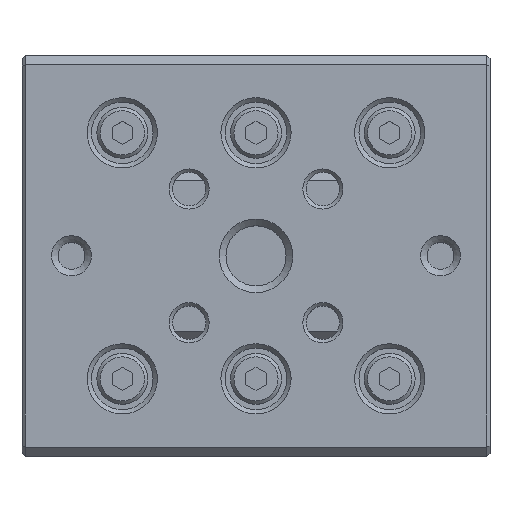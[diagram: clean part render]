
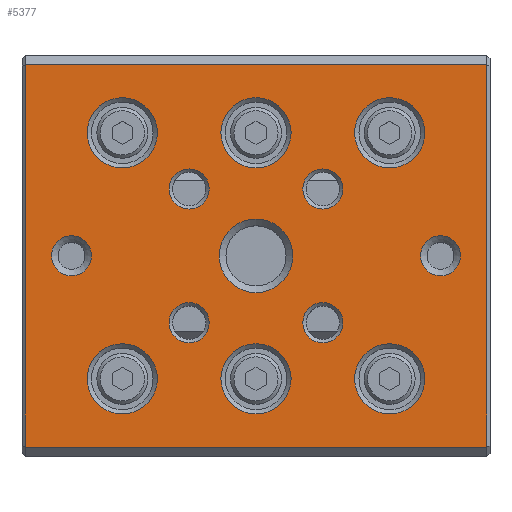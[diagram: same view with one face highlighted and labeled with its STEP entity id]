
A CAD part, top view. The second image highlights one B-rep face of the part: STEP entity #5377.
In plain terms, the highlighted planar face has unit normal (0, 0, 1).
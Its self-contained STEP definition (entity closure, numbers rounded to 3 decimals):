
#4842=FACE_BOUND('',#7919,.T.);
#4843=FACE_BOUND('',#7920,.T.);
#4844=FACE_BOUND('',#7921,.T.);
#4845=FACE_BOUND('',#7922,.T.);
#4846=FACE_BOUND('',#7923,.T.);
#4847=FACE_BOUND('',#7924,.T.);
#4848=FACE_BOUND('',#7925,.T.);
#4849=FACE_BOUND('',#7926,.T.);
#4850=FACE_BOUND('',#7927,.T.);
#4851=FACE_BOUND('',#7928,.T.);
#4852=FACE_BOUND('',#7929,.T.);
#4853=FACE_BOUND('',#7930,.T.);
#4854=FACE_BOUND('',#7931,.T.);
#4855=FACE_BOUND('',#7932,.T.);
#5121=CIRCLE('',#20994,2.75);
#5122=CIRCLE('',#20995,1.5);
#5123=CIRCLE('',#20996,1.5);
#5124=CIRCLE('',#20997,1.5);
#5125=CIRCLE('',#20998,1.5);
#5126=CIRCLE('',#20999,1.5);
#5127=CIRCLE('',#21000,1.5);
#5128=CIRCLE('',#21001,2.625);
#5129=CIRCLE('',#21002,2.625);
#5130=CIRCLE('',#21003,2.625);
#5131=CIRCLE('',#21004,2.625);
#5132=CIRCLE('',#21005,2.625);
#5133=CIRCLE('',#21006,2.625);
#5377=ADVANCED_FACE('',(#4842,#4843,#4844,#4845,#4846,#4847,#4848,#4849,
#4850,#4851,#4852,#4853,#4854,#4855),#6282,.F.);
#6282=PLANE('',#21007);
#7919=EDGE_LOOP('',(#9975));
#7920=EDGE_LOOP('',(#9976));
#7921=EDGE_LOOP('',(#9977));
#7922=EDGE_LOOP('',(#9978));
#7923=EDGE_LOOP('',(#9979));
#7924=EDGE_LOOP('',(#9980));
#7925=EDGE_LOOP('',(#9981));
#7926=EDGE_LOOP('',(#9982));
#7927=EDGE_LOOP('',(#9983));
#7928=EDGE_LOOP('',(#9984));
#7929=EDGE_LOOP('',(#9985));
#7930=EDGE_LOOP('',(#9986));
#7931=EDGE_LOOP('',(#9987));
#7932=EDGE_LOOP('',(#9988,#9989,#9990,#9991));
#9975=ORIENTED_EDGE('',*,*,#15750,.T.);
#9976=ORIENTED_EDGE('',*,*,#15751,.F.);
#9977=ORIENTED_EDGE('',*,*,#15752,.T.);
#9978=ORIENTED_EDGE('',*,*,#15753,.T.);
#9979=ORIENTED_EDGE('',*,*,#15754,.T.);
#9980=ORIENTED_EDGE('',*,*,#15755,.T.);
#9981=ORIENTED_EDGE('',*,*,#15756,.T.);
#9982=ORIENTED_EDGE('',*,*,#15757,.T.);
#9983=ORIENTED_EDGE('',*,*,#15758,.T.);
#9984=ORIENTED_EDGE('',*,*,#15759,.T.);
#9985=ORIENTED_EDGE('',*,*,#15760,.T.);
#9986=ORIENTED_EDGE('',*,*,#15761,.T.);
#9987=ORIENTED_EDGE('',*,*,#15762,.T.);
#9988=ORIENTED_EDGE('',*,*,#15763,.T.);
#9989=ORIENTED_EDGE('',*,*,#15764,.T.);
#9990=ORIENTED_EDGE('',*,*,#15765,.T.);
#9991=ORIENTED_EDGE('',*,*,#15766,.T.);
#14089=VERTEX_POINT('',#27493);
#14090=VERTEX_POINT('',#27495);
#14091=VERTEX_POINT('',#27497);
#14092=VERTEX_POINT('',#27499);
#14093=VERTEX_POINT('',#27501);
#14094=VERTEX_POINT('',#27503);
#14095=VERTEX_POINT('',#27505);
#14096=VERTEX_POINT('',#27507);
#14097=VERTEX_POINT('',#27509);
#14098=VERTEX_POINT('',#27511);
#14099=VERTEX_POINT('',#27513);
#14100=VERTEX_POINT('',#27515);
#14101=VERTEX_POINT('',#27517);
#14102=VERTEX_POINT('',#27519);
#14103=VERTEX_POINT('',#27520);
#14104=VERTEX_POINT('',#27522);
#14105=VERTEX_POINT('',#27524);
#15750=EDGE_CURVE('',#14089,#14089,#5121,.T.);
#15751=EDGE_CURVE('',#14090,#14090,#5122,.T.);
#15752=EDGE_CURVE('',#14091,#14091,#5123,.T.);
#15753=EDGE_CURVE('',#14092,#14092,#5124,.T.);
#15754=EDGE_CURVE('',#14093,#14093,#5125,.T.);
#15755=EDGE_CURVE('',#14094,#14094,#5126,.T.);
#15756=EDGE_CURVE('',#14095,#14095,#5127,.T.);
#15757=EDGE_CURVE('',#14096,#14096,#5128,.T.);
#15758=EDGE_CURVE('',#14097,#14097,#5129,.T.);
#15759=EDGE_CURVE('',#14098,#14098,#5130,.T.);
#15760=EDGE_CURVE('',#14099,#14099,#5131,.T.);
#15761=EDGE_CURVE('',#14100,#14100,#5132,.T.);
#15762=EDGE_CURVE('',#14101,#14101,#5133,.T.);
#15763=EDGE_CURVE('',#14102,#14103,#17802,.T.);
#15764=EDGE_CURVE('',#14103,#14104,#17803,.T.);
#15765=EDGE_CURVE('',#14104,#14105,#17804,.T.);
#15766=EDGE_CURVE('',#14105,#14102,#17805,.T.);
#17802=LINE('',#27518,#19564);
#17803=LINE('',#27521,#19565);
#17804=LINE('',#27523,#19566);
#17805=LINE('',#27525,#19567);
#19564=VECTOR('',#22783,1.);
#19565=VECTOR('',#22784,1.);
#19566=VECTOR('',#22785,1.);
#19567=VECTOR('',#22786,1.);
#20994=AXIS2_PLACEMENT_3D('',#27492,#22757,#22758);
#20995=AXIS2_PLACEMENT_3D('',#27494,#22759,#22760);
#20996=AXIS2_PLACEMENT_3D('',#27496,#22761,#22762);
#20997=AXIS2_PLACEMENT_3D('',#27498,#22763,#22764);
#20998=AXIS2_PLACEMENT_3D('',#27500,#22765,#22766);
#20999=AXIS2_PLACEMENT_3D('',#27502,#22767,#22768);
#21000=AXIS2_PLACEMENT_3D('',#27504,#22769,#22770);
#21001=AXIS2_PLACEMENT_3D('',#27506,#22771,#22772);
#21002=AXIS2_PLACEMENT_3D('',#27508,#22773,#22774);
#21003=AXIS2_PLACEMENT_3D('',#27510,#22775,#22776);
#21004=AXIS2_PLACEMENT_3D('',#27512,#22777,#22778);
#21005=AXIS2_PLACEMENT_3D('',#27514,#22779,#22780);
#21006=AXIS2_PLACEMENT_3D('',#27516,#22781,#22782);
#21007=AXIS2_PLACEMENT_3D('',#27526,#22787,#22788);
#22757=DIRECTION('',(0.,0.,-1.));
#22758=DIRECTION('',(-1.,0.,0.));
#22759=DIRECTION('',(0.,0.,1.));
#22760=DIRECTION('',(1.,0.,0.));
#22761=DIRECTION('',(0.,0.,-1.));
#22762=DIRECTION('',(-1.,0.,0.));
#22763=DIRECTION('',(0.,0.,-1.));
#22764=DIRECTION('',(-1.,0.,0.));
#22765=DIRECTION('',(0.,0.,-1.));
#22766=DIRECTION('',(-1.,0.,0.));
#22767=DIRECTION('',(0.,0.,-1.));
#22768=DIRECTION('',(-1.,0.,0.));
#22769=DIRECTION('',(0.,0.,-1.));
#22770=DIRECTION('',(-1.,0.,0.));
#22771=DIRECTION('',(0.,0.,-1.));
#22772=DIRECTION('',(-1.,0.,0.));
#22773=DIRECTION('',(0.,0.,-1.));
#22774=DIRECTION('',(-1.,0.,0.));
#22775=DIRECTION('',(0.,0.,-1.));
#22776=DIRECTION('',(-1.,0.,0.));
#22777=DIRECTION('',(0.,0.,-1.));
#22778=DIRECTION('',(-1.,0.,0.));
#22779=DIRECTION('',(0.,0.,-1.));
#22780=DIRECTION('',(-1.,0.,0.));
#22781=DIRECTION('',(0.,0.,-1.));
#22782=DIRECTION('',(-1.,0.,0.));
#22783=DIRECTION('',(1.,0.,0.));
#22784=DIRECTION('',(0.,1.,0.));
#22785=DIRECTION('',(-1.,0.,0.));
#22786=DIRECTION('',(0.,-1.,0.));
#22787=DIRECTION('',(0.,0.,-1.));
#22788=DIRECTION('',(1.,0.,0.));
#27492=CARTESIAN_POINT('',(97.5,15.,15.));
#27493=CARTESIAN_POINT('',(94.75,15.,15.));
#27494=CARTESIAN_POINT('',(111.3,15.,15.));
#27495=CARTESIAN_POINT('',(112.8,15.,15.));
#27496=CARTESIAN_POINT('',(83.7,15.,15.));
#27497=CARTESIAN_POINT('',(82.2,15.,15.));
#27498=CARTESIAN_POINT('',(102.5,10.,15.));
#27499=CARTESIAN_POINT('',(101.,10.,15.));
#27500=CARTESIAN_POINT('',(102.5,20.,15.));
#27501=CARTESIAN_POINT('',(101.,20.,15.));
#27502=CARTESIAN_POINT('',(92.5,10.,15.));
#27503=CARTESIAN_POINT('',(91.,10.,15.));
#27504=CARTESIAN_POINT('',(92.5,20.,15.));
#27505=CARTESIAN_POINT('',(91.,20.,15.));
#27506=CARTESIAN_POINT('',(107.5,5.8,15.));
#27507=CARTESIAN_POINT('',(104.875,5.8,15.));
#27508=CARTESIAN_POINT('',(107.5,24.2,15.));
#27509=CARTESIAN_POINT('',(104.875,24.2,15.));
#27510=CARTESIAN_POINT('',(97.5,5.8,15.));
#27511=CARTESIAN_POINT('',(94.875,5.8,15.));
#27512=CARTESIAN_POINT('',(97.5,24.2,15.));
#27513=CARTESIAN_POINT('',(94.875,24.2,15.));
#27514=CARTESIAN_POINT('',(87.5,5.8,15.));
#27515=CARTESIAN_POINT('',(84.875,5.8,15.));
#27516=CARTESIAN_POINT('',(87.5,24.2,15.));
#27517=CARTESIAN_POINT('',(84.875,24.2,15.));
#27518=CARTESIAN_POINT('',(115.,0.7,15.));
#27519=CARTESIAN_POINT('',(80.25,0.7,15.));
#27520=CARTESIAN_POINT('',(114.75,0.7,15.));
#27521=CARTESIAN_POINT('',(114.75,30.,15.));
#27522=CARTESIAN_POINT('',(114.75,29.3,15.));
#27523=CARTESIAN_POINT('',(115.,29.3,15.));
#27524=CARTESIAN_POINT('',(80.25,29.3,15.));
#27525=CARTESIAN_POINT('',(80.25,0.7,15.));
#27526=CARTESIAN_POINT('',(115.,30.,15.));
